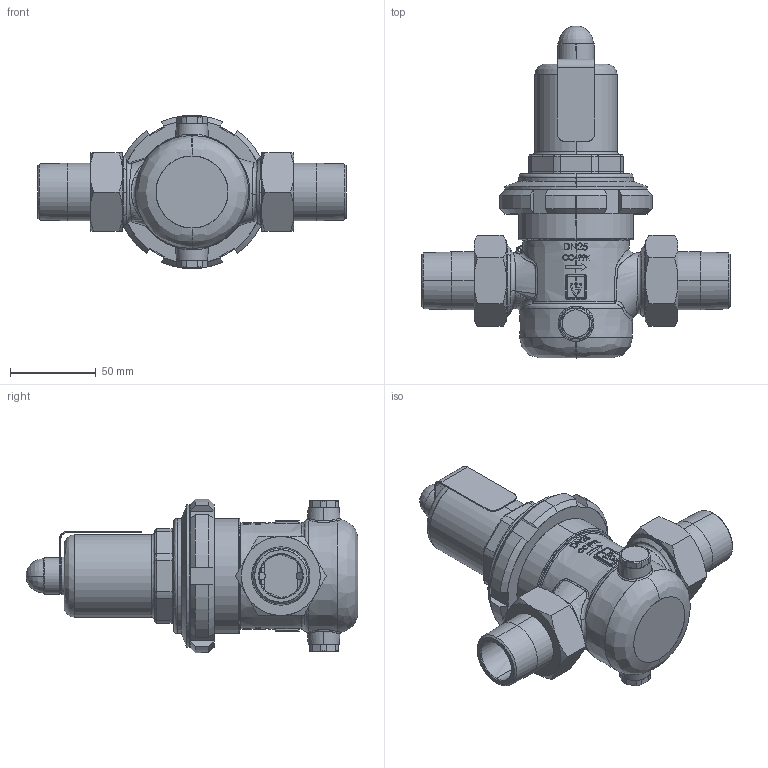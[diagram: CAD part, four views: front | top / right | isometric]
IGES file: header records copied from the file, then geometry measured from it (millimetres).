
Start section: SolidWorks IGES file using analytic representation for surfaces
Global section: file name: 681 LP 25 Dummy.IGS; native system: SolidWorks 2011; preprocessor: SolidWorks 2011; author: Blankenhorn; date: 120628.111432; units: millimetre
Bounding box: 180 x 193.7 x 89.5 mm (x, y, z)
Surface area: 151484.7 mm2 (no closed solid volume)
Topology: 0 solids, 0 shells, 1113 faces, 17189 edges, 17169 vertices
Faces by surface type: bspline 671, revolution 442
